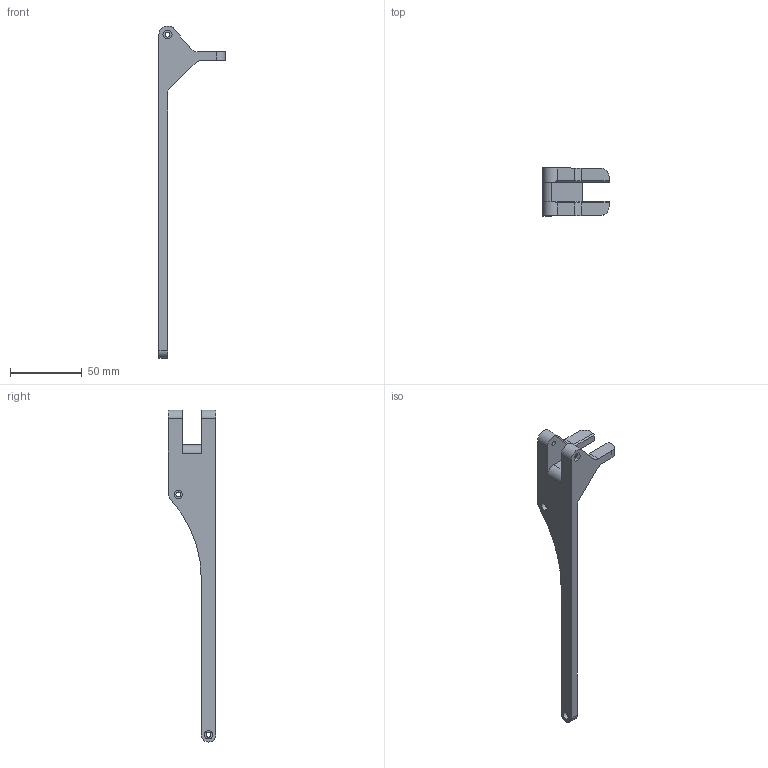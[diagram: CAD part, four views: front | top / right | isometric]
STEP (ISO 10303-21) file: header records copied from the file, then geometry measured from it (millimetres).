
FILE_DESCRIPTION((''),'2;1');
FILE_NAME('FINAL_HINGE_LOWER','2025-09-03T11:01:14',('Ethan'),(''),'CREO PARAMETRIC BY PTC INC, 2024063','CREO PARAMETRIC BY PTC INC, 2024063','');
FILE_SCHEMA(('CONFIG_CONTROL_DESIGN'));
Length unit declared in the file: millimetre
Products named in the file (1): FINAL_HINGE_LOWER
Bounding box: 46 x 33 x 230.66 mm (x, y, z)
Volume: 37419.9 mm3; surface area: 14706.8 mm2
Topology: 1 solids, 1 shells, 59 faces, 155 edges, 102 vertices
Faces by surface type: plane 31, cylinder 26, cone 2
Entity records: 1887 total; most frequent: DIRECTION 327, CARTESIAN_POINT 320, ORIENTED_EDGE 310, EDGE_CURVE 155, AXIS2_PLACEMENT_3D 115, VERTEX_POINT 102, VECTOR 97, LINE 97
